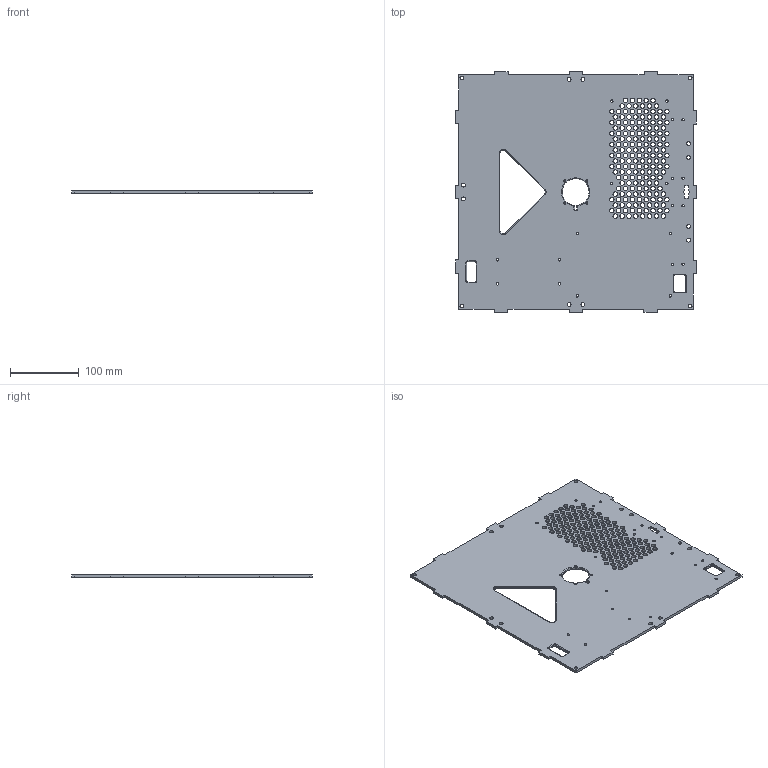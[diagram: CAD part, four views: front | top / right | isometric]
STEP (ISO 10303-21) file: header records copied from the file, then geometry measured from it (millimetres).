
FILE_DESCRIPTION((''),'2;1');
FILE_NAME('VERTEX BOTTOM PANEL.stp','2015-01-29T11:41:56',('jge'),(''),'Autodesk Inventor 2012','Autodesk Inventor 2012','');
FILE_SCHEMA(('AUTOMOTIVE_DESIGN { 1 0 10303 214 1 1 1 1 }'));
Length unit declared in the file: millimetre
Products named in the file (1): TOP 1
Bounding box: 350 x 350 x 4 mm (x, y, z)
Volume: 416603 mm3; surface area: 232709.7 mm2
Topology: 1 solids, 1 shells, 363 faces, 1029 edges, 668 vertices
Faces by surface type: cylinder 260, plane 73, torus 26, bspline 4
Full cylindrical faces by diameter (mm): 3.2 x4, 3.5 x20, 5.5 x14, 6.5 x175
Entity records: 11860 total; most frequent: DIRECTION 2088, CARTESIAN_POINT 1900, ORIENTED_EDGE 1628, EDGE_LOOP 1012, AXIS2_PLACEMENT_3D 914, EDGE_CURVE 814, VERTEX_POINT 666, FACE_BOUND 649
